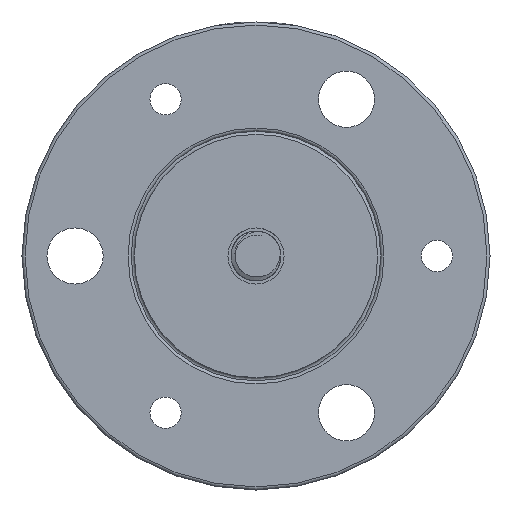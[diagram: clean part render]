
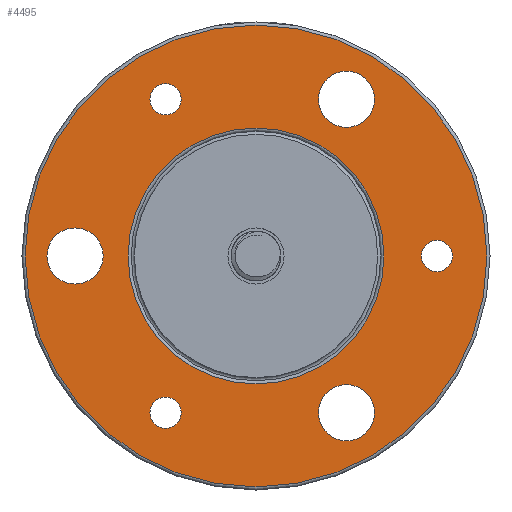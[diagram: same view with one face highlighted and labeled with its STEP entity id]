
A CAD part, left-side view. The second image highlights one B-rep face of the part: STEP entity #4495.
In plain terms, the highlighted planar face has unit normal (-1, 0, 0).
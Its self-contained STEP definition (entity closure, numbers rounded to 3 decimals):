
#330 = FACE_BOUND ( 'NONE', #10626, .T. ) ;
#385 = ORIENTED_EDGE ( 'NONE', *, *, #9057, .T. ) ;
#645 = EDGE_LOOP ( 'NONE', ( #11113 ) ) ;
#768 = CARTESIAN_POINT ( 'NONE',  ( 0., 14.5, -27.615 ) ) ;
#866 = AXIS2_PLACEMENT_3D ( 'NONE', #2814, #10100, #13515 ) ;
#1092 = DIRECTION ( 'NONE',  ( 0., 0., -1. ) ) ;
#1189 = AXIS2_PLACEMENT_3D ( 'NONE', #11281, #3720, #10237 ) ;
#1437 = PLANE ( 'NONE',  #1706 ) ;
#1706 = AXIS2_PLACEMENT_3D ( 'NONE', #8675, #10011, #4698 ) ;
#1897 = VERTEX_POINT ( 'NONE', #6060 ) ;
#2277 = EDGE_LOOP ( 'NONE', ( #9733 ) ) ;
#2542 = EDGE_CURVE ( 'NONE', #10773, #10773, #7174, .T. ) ;
#2610 = DIRECTION ( 'NONE',  ( 0., 0., -1. ) ) ;
#2814 = CARTESIAN_POINT ( 'NONE',  ( 0., 29., 0. ) ) ;
#2827 = VERTEX_POINT ( 'NONE', #9206 ) ;
#2965 = AXIS2_PLACEMENT_3D ( 'NONE', #4140, #10726, #1092 ) ;
#3232 = DIRECTION ( 'NONE',  ( 0., 0., -1. ) ) ;
#3253 = ORIENTED_EDGE ( 'NONE', *, *, #11261, .T. ) ;
#3345 = DIRECTION ( 'NONE',  ( 1., 0., 0. ) ) ;
#3366 = FACE_BOUND ( 'NONE', #2277, .T. ) ;
#3495 = ORIENTED_EDGE ( 'NONE', *, *, #8779, .T. ) ;
#3574 = FACE_BOUND ( 'NONE', #12696, .T. ) ;
#3638 = CIRCLE ( 'NONE', #4082, 4.5 ) ;
#3720 = DIRECTION ( 'NONE',  ( -1., 0., 0. ) ) ;
#3827 = EDGE_CURVE ( 'NONE', #12846, #12846, #7954, .T. ) ;
#3866 = CARTESIAN_POINT ( 'NONE',  ( 0., 0., -37. ) ) ;
#4039 = CIRCLE ( 'NONE', #8509, 2.5 ) ;
#4082 = AXIS2_PLACEMENT_3D ( 'NONE', #13283, #7988, #12217 ) ;
#4140 = CARTESIAN_POINT ( 'NONE',  ( 0., 0., 0. ) ) ;
#4196 = DIRECTION ( 'NONE',  ( 1., 0., 0. ) ) ;
#4420 = FACE_OUTER_BOUND ( 'NONE', #12216, .T. ) ;
#4468 = DIRECTION ( 'NONE',  ( 0., 0., -1. ) ) ;
#4495 = ADVANCED_FACE ( 'NONE', ( #330, #4420, #3574, #6515, #10788, #3366, #7867, #11055 ), #1437, .F. ) ;
#4698 = DIRECTION ( 'NONE',  ( 0., 0., -1. ) ) ;
#5002 = VERTEX_POINT ( 'NONE', #3866 ) ;
#5033 = ORIENTED_EDGE ( 'NONE', *, *, #13386, .T. ) ;
#5184 = DIRECTION ( 'NONE',  ( 1., 0., 0. ) ) ;
#5320 = AXIS2_PLACEMENT_3D ( 'NONE', #13390, #5184, #2610 ) ;
#5935 = AXIS2_PLACEMENT_3D ( 'NONE', #12842, #3345, #4468 ) ;
#6060 = CARTESIAN_POINT ( 'NONE',  ( 0., -14.5, -29.615 ) ) ;
#6374 = EDGE_CURVE ( 'NONE', #13604, #13604, #13366, .T. ) ;
#6515 = FACE_BOUND ( 'NONE', #7855, .T. ) ;
#6735 = CARTESIAN_POINT ( 'NONE',  ( 0., 14.5, -25.115 ) ) ;
#6784 = ORIENTED_EDGE ( 'NONE', *, *, #3827, .T. ) ;
#6971 = CARTESIAN_POINT ( 'NONE',  ( 0., -14.5, 20.615 ) ) ;
#6979 = EDGE_LOOP ( 'NONE', ( #385 ) ) ;
#7041 = CARTESIAN_POINT ( 'NONE',  ( 0., 14.5, 22.615 ) ) ;
#7115 = VERTEX_POINT ( 'NONE', #7041 ) ;
#7174 = CIRCLE ( 'NONE', #866, 4.5 ) ;
#7252 = VERTEX_POINT ( 'NONE', #768 ) ;
#7267 = CIRCLE ( 'NONE', #1189, 37. ) ;
#7855 = EDGE_LOOP ( 'NONE', ( #5033 ) ) ;
#7867 = FACE_BOUND ( 'NONE', #6979, .T. ) ;
#7934 = EDGE_CURVE ( 'NONE', #7252, #7252, #4039, .T. ) ;
#7954 = CIRCLE ( 'NONE', #5935, 2.5 ) ;
#7988 = DIRECTION ( 'NONE',  ( 1., 0., 0. ) ) ;
#8509 = AXIS2_PLACEMENT_3D ( 'NONE', #6735, #13010, #3232 ) ;
#8675 = CARTESIAN_POINT ( 'NONE',  ( 0., 0., -20. ) ) ;
#8779 = EDGE_CURVE ( 'NONE', #2827, #2827, #9007, .T. ) ;
#9007 = CIRCLE ( 'NONE', #2965, 20.5 ) ;
#9057 = EDGE_CURVE ( 'NONE', #1897, #1897, #3638, .T. ) ;
#9206 = CARTESIAN_POINT ( 'NONE',  ( 0., 0., -20.5 ) ) ;
#9733 = ORIENTED_EDGE ( 'NONE', *, *, #6374, .T. ) ;
#10011 = DIRECTION ( 'NONE',  ( 1., 0., 0. ) ) ;
#10100 = DIRECTION ( 'NONE',  ( 1., 0., 0. ) ) ;
#10153 = CIRCLE ( 'NONE', #12366, 2.5 ) ;
#10237 = DIRECTION ( 'NONE',  ( 0., 0., -1. ) ) ;
#10289 = DIRECTION ( 'NONE',  ( 0., 0., -1. ) ) ;
#10626 = EDGE_LOOP ( 'NONE', ( #3495 ) ) ;
#10711 = CARTESIAN_POINT ( 'NONE',  ( 0., 29., -4.5 ) ) ;
#10726 = DIRECTION ( 'NONE',  ( 1., 0., 0. ) ) ;
#10773 = VERTEX_POINT ( 'NONE', #10711 ) ;
#10788 = FACE_BOUND ( 'NONE', #12987, .T. ) ;
#11055 = FACE_BOUND ( 'NONE', #645, .T. ) ;
#11113 = ORIENTED_EDGE ( 'NONE', *, *, #2542, .T. ) ;
#11261 = EDGE_CURVE ( 'NONE', #5002, #5002, #7267, .T. ) ;
#11281 = CARTESIAN_POINT ( 'NONE',  ( 0., 0., 0. ) ) ;
#11332 = ORIENTED_EDGE ( 'NONE', *, *, #7934, .T. ) ;
#11603 = CARTESIAN_POINT ( 'NONE',  ( 0., 14.5, 25.115 ) ) ;
#11865 = CARTESIAN_POINT ( 'NONE',  ( 0., -29., -2.5 ) ) ;
#12216 = EDGE_LOOP ( 'NONE', ( #3253 ) ) ;
#12217 = DIRECTION ( 'NONE',  ( 0., 0., -1. ) ) ;
#12366 = AXIS2_PLACEMENT_3D ( 'NONE', #11603, #4196, #10289 ) ;
#12696 = EDGE_LOOP ( 'NONE', ( #11332 ) ) ;
#12842 = CARTESIAN_POINT ( 'NONE',  ( 0., -29., 0. ) ) ;
#12846 = VERTEX_POINT ( 'NONE', #11865 ) ;
#12987 = EDGE_LOOP ( 'NONE', ( #6784 ) ) ;
#13010 = DIRECTION ( 'NONE',  ( 1., 0., 0. ) ) ;
#13283 = CARTESIAN_POINT ( 'NONE',  ( 0., -14.5, -25.115 ) ) ;
#13366 = CIRCLE ( 'NONE', #5320, 4.5 ) ;
#13386 = EDGE_CURVE ( 'NONE', #7115, #7115, #10153, .T. ) ;
#13390 = CARTESIAN_POINT ( 'NONE',  ( 0., -14.5, 25.115 ) ) ;
#13515 = DIRECTION ( 'NONE',  ( 0., 0., -1. ) ) ;
#13604 = VERTEX_POINT ( 'NONE', #6971 ) ;
